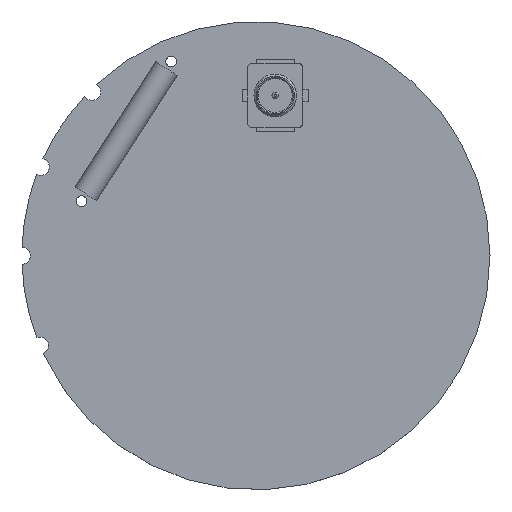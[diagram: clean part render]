
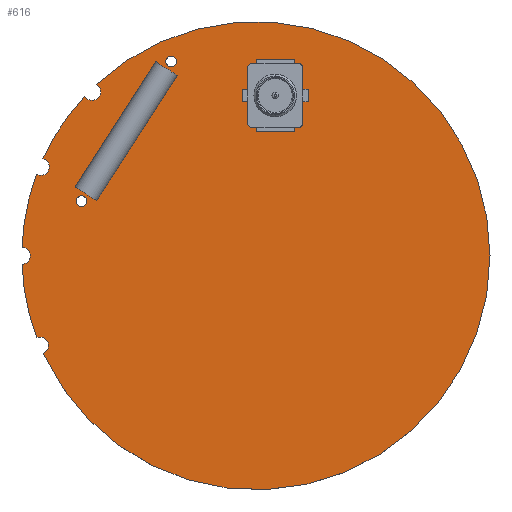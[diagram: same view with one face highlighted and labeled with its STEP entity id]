
A CAD part, top view. The second image highlights one B-rep face of the part: STEP entity #616.
In plain terms, the highlighted planar face has unit normal (0, 0, 1).
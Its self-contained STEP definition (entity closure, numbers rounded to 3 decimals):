
#101 = VERTEX_POINT('',#102);
#102 = CARTESIAN_POINT('',(22.,11.,0.891));
#108 = EDGE_CURVE('',#101,#109,#111,.T.);
#109 = VERTEX_POINT('',#110);
#110 = CARTESIAN_POINT('',(3.5,19.047,0.891));
#111 = CIRCLE('',#112,11.);
#112 = AXIS2_PLACEMENT_3D('',#113,#114,#115);
#113 = CARTESIAN_POINT('',(11.,11.,0.891));
#114 = DIRECTION('',(0.,0.,1.));
#115 = DIRECTION('',(1.,0.,0.));
#143 = VERTEX_POINT('',#144);
#144 = CARTESIAN_POINT('',(3.7,18.7,0.891));
#150 = EDGE_CURVE('',#143,#109,#151,.T.);
#151 = CIRCLE('',#152,0.4);
#152 = AXIS2_PLACEMENT_3D('',#153,#154,#155);
#153 = CARTESIAN_POINT('',(3.3,18.7,0.891));
#154 = DIRECTION('',(0.,0.,1.));
#155 = DIRECTION('',(1.,0.,0.));
#176 = VERTEX_POINT('',#177);
#177 = CARTESIAN_POINT('',(2.953,18.5,0.891));
#183 = EDGE_CURVE('',#176,#143,#184,.T.);
#184 = CIRCLE('',#185,0.4);
#185 = AXIS2_PLACEMENT_3D('',#186,#187,#188);
#186 = CARTESIAN_POINT('',(3.3,18.7,0.891));
#187 = DIRECTION('',(0.,0.,1.));
#188 = DIRECTION('',(1.,0.,0.));
#207 = EDGE_CURVE('',#176,#208,#210,.T.);
#208 = VERTEX_POINT('',#209);
#209 = CARTESIAN_POINT('',(0.991,15.563,0.891));
#210 = CIRCLE('',#211,11.);
#211 = AXIS2_PLACEMENT_3D('',#212,#213,#214);
#212 = CARTESIAN_POINT('',(11.,11.,0.891));
#213 = DIRECTION('',(0.,0.,1.));
#214 = DIRECTION('',(1.,0.,0.));
#242 = VERTEX_POINT('',#243);
#243 = CARTESIAN_POINT('',(1.29,15.176,0.891));
#249 = EDGE_CURVE('',#242,#208,#250,.T.);
#250 = CIRCLE('',#251,0.4);
#251 = AXIS2_PLACEMENT_3D('',#252,#253,#254);
#252 = CARTESIAN_POINT('',(0.89,15.176,0.891));
#253 = DIRECTION('',(0.,0.,1.));
#254 = DIRECTION('',(1.,0.,0.));
#275 = VERTEX_POINT('',#276);
#276 = CARTESIAN_POINT('',(0.688,14.83,0.891));
#282 = EDGE_CURVE('',#275,#242,#283,.T.);
#283 = CIRCLE('',#284,0.4);
#284 = AXIS2_PLACEMENT_3D('',#285,#286,#287);
#285 = CARTESIAN_POINT('',(0.89,15.176,0.891));
#286 = DIRECTION('',(0.,0.,1.));
#287 = DIRECTION('',(1.,0.,0.));
#306 = EDGE_CURVE('',#275,#307,#309,.T.);
#307 = VERTEX_POINT('',#308);
#308 = CARTESIAN_POINT('',(0.007,11.4,0.891)
  );
#309 = CIRCLE('',#310,11.);
#310 = AXIS2_PLACEMENT_3D('',#311,#312,#313);
#311 = CARTESIAN_POINT('',(11.,11.,0.891));
#312 = DIRECTION('',(0.,0.,1.));
#313 = DIRECTION('',(1.,0.,0.));
#341 = VERTEX_POINT('',#342);
#342 = CARTESIAN_POINT('',(0.4,11.,0.891));
#348 = EDGE_CURVE('',#341,#307,#349,.T.);
#349 = CIRCLE('',#350,0.4);
#350 = AXIS2_PLACEMENT_3D('',#351,#352,#353);
#351 = CARTESIAN_POINT('',(0.,11.,0.891));
#352 = DIRECTION('',(0.,0.,1.));
#353 = DIRECTION('',(1.,0.,0.));
#374 = VERTEX_POINT('',#375);
#375 = CARTESIAN_POINT('',(0.007,10.6,
    0.891));
#381 = EDGE_CURVE('',#374,#341,#382,.T.);
#382 = CIRCLE('',#383,0.4);
#383 = AXIS2_PLACEMENT_3D('',#384,#385,#386);
#384 = CARTESIAN_POINT('',(0.,11.,0.891));
#385 = DIRECTION('',(0.,0.,1.));
#386 = DIRECTION('',(1.,0.,0.));
#405 = EDGE_CURVE('',#374,#406,#408,.T.);
#406 = VERTEX_POINT('',#407);
#407 = CARTESIAN_POINT('',(0.697,7.147,0.891));
#408 = CIRCLE('',#409,11.);
#409 = AXIS2_PLACEMENT_3D('',#410,#411,#412);
#410 = CARTESIAN_POINT('',(11.,11.,0.891));
#411 = DIRECTION('',(0.,0.,1.));
#412 = DIRECTION('',(1.,0.,0.));
#440 = VERTEX_POINT('',#441);
#441 = CARTESIAN_POINT('',(1.257,6.78,0.891));
#447 = EDGE_CURVE('',#440,#406,#448,.T.);
#448 = CIRCLE('',#449,0.4);
#449 = AXIS2_PLACEMENT_3D('',#450,#451,#452);
#450 = CARTESIAN_POINT('',(0.857,6.78,0.891));
#451 = DIRECTION('',(0.,0.,1.));
#452 = DIRECTION('',(1.,0.,0.));
#473 = VERTEX_POINT('',#474);
#474 = CARTESIAN_POINT('',(1.004,6.408,0.891));
#480 = EDGE_CURVE('',#473,#440,#481,.T.);
#481 = CIRCLE('',#482,0.4);
#482 = AXIS2_PLACEMENT_3D('',#483,#484,#485);
#483 = CARTESIAN_POINT('',(0.857,6.78,0.891));
#484 = DIRECTION('',(0.,0.,1.));
#485 = DIRECTION('',(1.,0.,0.));
#504 = EDGE_CURVE('',#473,#101,#505,.T.);
#505 = CIRCLE('',#506,11.);
#506 = AXIS2_PLACEMENT_3D('',#507,#508,#509);
#507 = CARTESIAN_POINT('',(11.,11.,0.891));
#508 = DIRECTION('',(0.,0.,1.));
#509 = DIRECTION('',(1.,0.,0.));
#530 = VERTEX_POINT('',#531);
#531 = CARTESIAN_POINT('',(7.27,20.13,0.891));
#537 = EDGE_CURVE('',#530,#530,#538,.T.);
#538 = CIRCLE('',#539,0.25);
#539 = AXIS2_PLACEMENT_3D('',#540,#541,#542);
#540 = CARTESIAN_POINT('',(7.02,20.13,0.891));
#541 = DIRECTION('',(0.,0.,1.));
#542 = DIRECTION('',(1.,0.,0.));
#563 = VERTEX_POINT('',#564);
#564 = CARTESIAN_POINT('',(3.05,13.57,0.891));
#570 = EDGE_CURVE('',#563,#563,#571,.T.);
#571 = CIRCLE('',#572,0.25);
#572 = AXIS2_PLACEMENT_3D('',#573,#574,#575);
#573 = CARTESIAN_POINT('',(2.8,13.57,0.891));
#574 = DIRECTION('',(0.,0.,1.));
#575 = DIRECTION('',(1.,0.,0.));
#616 = ADVANCED_FACE('',(#617,#632,#635),#638,.F.);
#617 = FACE_BOUND('',#618,.F.);
#618 = EDGE_LOOP('',(#619,#620,#621,#622,#623,#624,#625,#626,#627,#628,
    #629,#630,#631));
#619 = ORIENTED_EDGE('',*,*,#108,.F.);
#620 = ORIENTED_EDGE('',*,*,#504,.F.);
#621 = ORIENTED_EDGE('',*,*,#480,.T.);
#622 = ORIENTED_EDGE('',*,*,#447,.T.);
#623 = ORIENTED_EDGE('',*,*,#405,.F.);
#624 = ORIENTED_EDGE('',*,*,#381,.T.);
#625 = ORIENTED_EDGE('',*,*,#348,.T.);
#626 = ORIENTED_EDGE('',*,*,#306,.F.);
#627 = ORIENTED_EDGE('',*,*,#282,.T.);
#628 = ORIENTED_EDGE('',*,*,#249,.T.);
#629 = ORIENTED_EDGE('',*,*,#207,.F.);
#630 = ORIENTED_EDGE('',*,*,#183,.T.);
#631 = ORIENTED_EDGE('',*,*,#150,.T.);
#632 = FACE_BOUND('',#633,.F.);
#633 = EDGE_LOOP('',(#634));
#634 = ORIENTED_EDGE('',*,*,#537,.T.);
#635 = FACE_BOUND('',#636,.F.);
#636 = EDGE_LOOP('',(#637));
#637 = ORIENTED_EDGE('',*,*,#570,.T.);
#638 = PLANE('',#639);
#639 = AXIS2_PLACEMENT_3D('',#640,#641,#642);
#640 = CARTESIAN_POINT('',(22.,11.,0.891));
#641 = DIRECTION('',(0.,0.,-1.));
#642 = DIRECTION('',(-1.,0.,0.));
